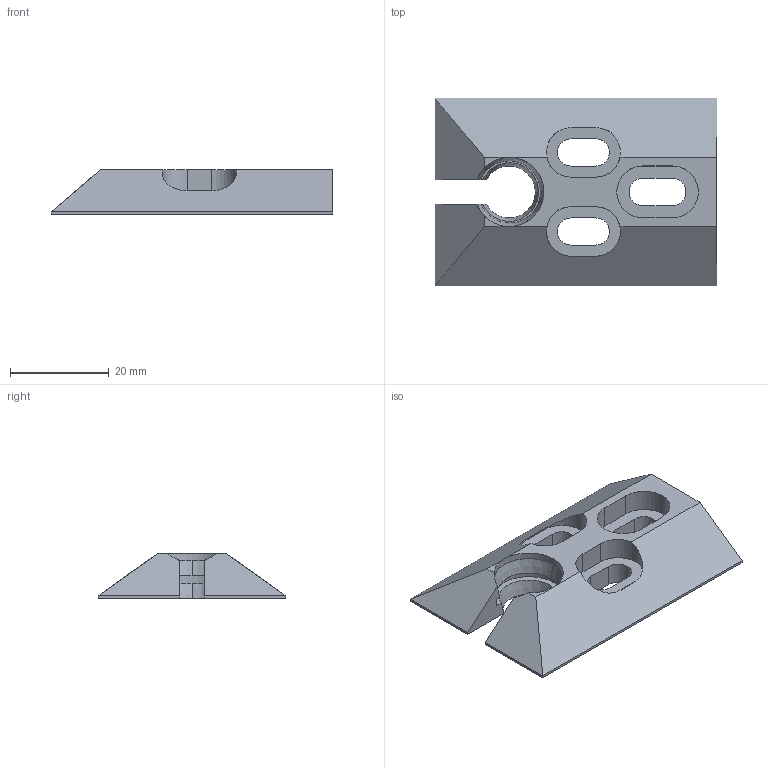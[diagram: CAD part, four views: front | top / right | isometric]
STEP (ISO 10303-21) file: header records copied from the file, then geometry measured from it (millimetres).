
FILE_DESCRIPTION (( 'STEP AP214' ), '1' );
FILE_NAME ('Platine1.STEP', '2022-11-08T16:59:28', ( '' ), ( '' ), 'SwSTEP 2.0', 'SolidWorks 2014', '' );
FILE_SCHEMA (( 'AUTOMOTIVE_DESIGN' ));
Length unit declared in the file: millimetre
Products named in the file (1): Platine1
Bounding box: 57 x 38 x 9 mm (x, y, z)
Volume: 9148.5 mm3; surface area: 5593 mm2
Topology: 1 solids, 1 shells, 56 faces, 155 edges, 102 vertices
Faces by surface type: plane 32, cylinder 20, cone 4
Entity records: 1844 total; most frequent: CARTESIAN_POINT 350, ORIENTED_EDGE 310, DIRECTION 304, EDGE_CURVE 155, AXIS2_PLACEMENT_3D 104, VERTEX_POINT 102, VECTOR 96, LINE 96
